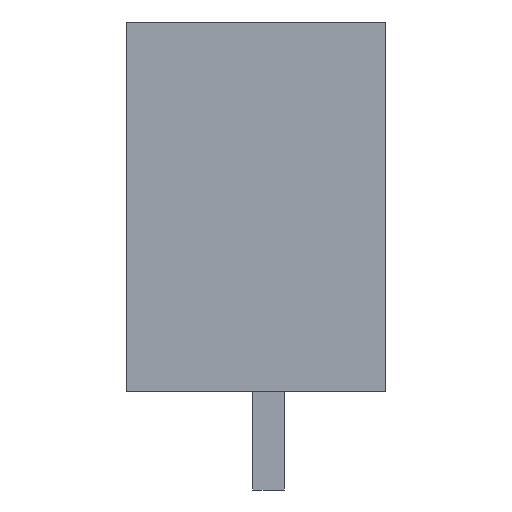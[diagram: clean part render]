
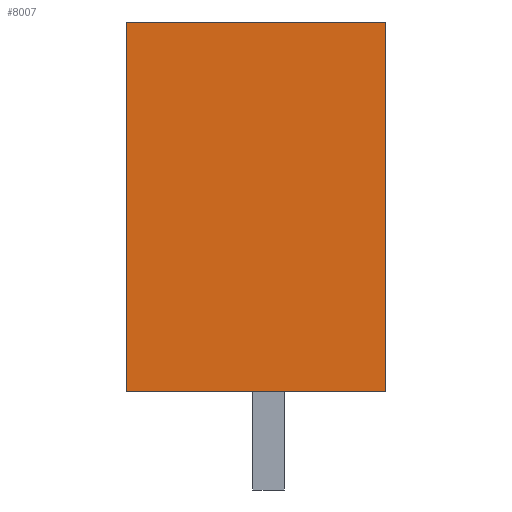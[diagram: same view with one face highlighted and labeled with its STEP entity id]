
A CAD part, left-side view. The second image highlights one B-rep face of the part: STEP entity #8007.
In plain terms, the highlighted planar face has unit normal (-1, 0, 0).
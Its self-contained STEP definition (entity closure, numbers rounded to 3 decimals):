
#7987=AXIS2_PLACEMENT_3D('Plane Axis2P3D',#7984,#7985,#7986) ;
#1839=CARTESIAN_POINT('Vertex',(0.,0.,3.2)) ;
#1842=CARTESIAN_POINT('Line Origine',(0.,4.215,3.2)) ;
#1846=CARTESIAN_POINT('Vertex',(0.,8.43,3.2)) ;
#7817=CARTESIAN_POINT('Line Origine',(0.,0.,9.2)) ;
#7821=CARTESIAN_POINT('Vertex',(0.,0.,15.2)) ;
#7984=CARTESIAN_POINT('Axis2P3D Location',(0.,8.43,15.2)) ;
#7989=CARTESIAN_POINT('Line Origine',(0.,4.215,15.2)) ;
#7993=CARTESIAN_POINT('Vertex',(0.,8.43,15.2)) ;
#7996=CARTESIAN_POINT('Line Origine',(0.,8.43,9.2)) ;
#1843=DIRECTION('Vector Direction',(0.,-1.,0.)) ;
#7818=DIRECTION('Vector Direction',(0.,0.,-1.)) ;
#7985=DIRECTION('Axis2P3D Direction',(-1.,0.,0.)) ;
#7986=DIRECTION('Axis2P3D XDirection',(0.,0.,1.)) ;
#7990=DIRECTION('Vector Direction',(0.,-1.,0.)) ;
#7997=DIRECTION('Vector Direction',(0.,0.,-1.)) ;
#1844=VECTOR('Line Direction',#1843,1.) ;
#7819=VECTOR('Line Direction',#7818,1.) ;
#7991=VECTOR('Line Direction',#7990,1.) ;
#7998=VECTOR('Line Direction',#7997,1.) ;
#8002=ORIENTED_EDGE('',*,*,#7995,.F.) ;
#8003=ORIENTED_EDGE('',*,*,#8000,.T.) ;
#8004=ORIENTED_EDGE('',*,*,#1848,.T.) ;
#8005=ORIENTED_EDGE('',*,*,#7823,.F.) ;
#8007=ADVANCED_FACE('HOUSING',(#8006),#7988,.T.) ;
#1848=EDGE_CURVE('',#1847,#1840,#1845,.T.) ;
#7823=EDGE_CURVE('',#7822,#1840,#7820,.T.) ;
#7995=EDGE_CURVE('',#7994,#7822,#7992,.T.) ;
#8000=EDGE_CURVE('',#7994,#1847,#7999,.T.) ;
#8001=EDGE_LOOP('',(#8002,#8003,#8004,#8005)) ;
#8006=FACE_OUTER_BOUND('',#8001,.T.) ;
#1845=LINE('Line',#1842,#1844) ;
#7820=LINE('Line',#7817,#7819) ;
#7992=LINE('Line',#7989,#7991) ;
#7999=LINE('Line',#7996,#7998) ;
#7988=PLANE('',#7987) ;
#1840=VERTEX_POINT('',#1839) ;
#1847=VERTEX_POINT('',#1846) ;
#7822=VERTEX_POINT('',#7821) ;
#7994=VERTEX_POINT('',#7993) ;
